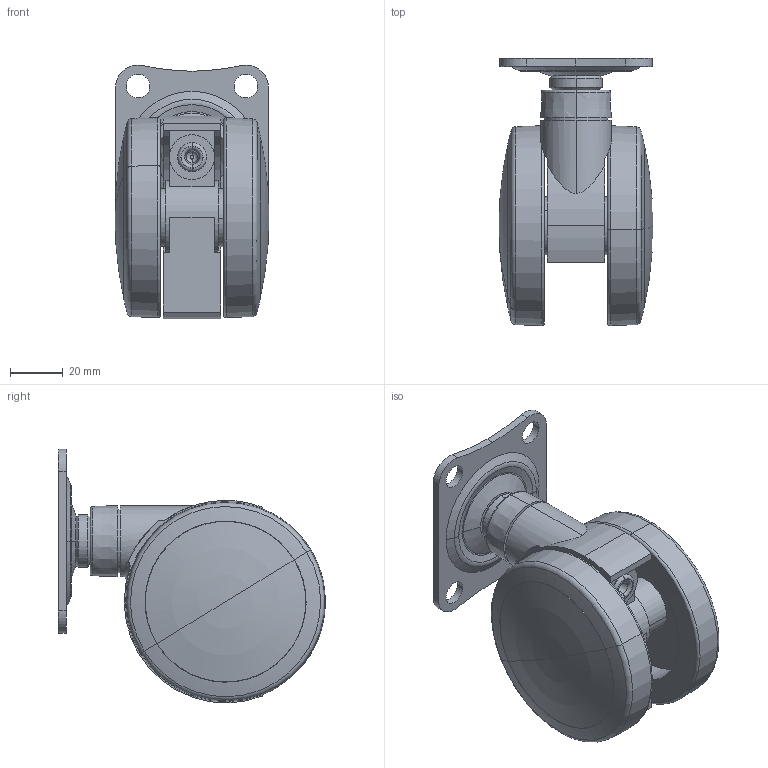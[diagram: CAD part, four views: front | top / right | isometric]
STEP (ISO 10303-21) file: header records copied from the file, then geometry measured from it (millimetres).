
FILE_DESCRIPTION (( 'STEP AP203' ), '1' );
FILE_NAME ('ACMCT_76SF_3D.STEP', '2020-07-13T08:32:06', ( '' ), ( '' ), 'SwSTEP 2.0', 'SolidWorks 2020', '' );
FILE_SCHEMA (( 'CONFIG_CONTROL_DESIGN' ));
Length unit declared in the file: millimetre
Products named in the file (4): 76 NON BRAKE TYPE FRAME; ACMC-76 WHEEL; ACMCT-76 TOP PLATE; ACMCT_76SF_3D
Assembly tree (4 placements, depth 2):
  ACMCT_76SF_3D
    76 NON BRAKE TYPE FRAME
    ACMC-76 WHEEL  x2
    ACMCT-76 TOP PLATE
Bounding box: 58.5 x 101.49 x 96.48 mm (x, y, z)
Volume: 174942.6 mm3; surface area: 54291.9 mm2
Topology: 4 solids, 4 shells, 165 faces, 382 edges, 236 vertices
Faces by surface type: cylinder 63, plane 37, torus 34, cone 30, bspline 1
Entity records: 5053 total; most frequent: CARTESIAN_POINT 1312, DIRECTION 777, ORIENTED_EDGE 644, AXIS2_PLACEMENT_3D 331, EDGE_CURVE 322, VERTEX_POINT 201, CIRCLE 186, EDGE_LOOP 159
